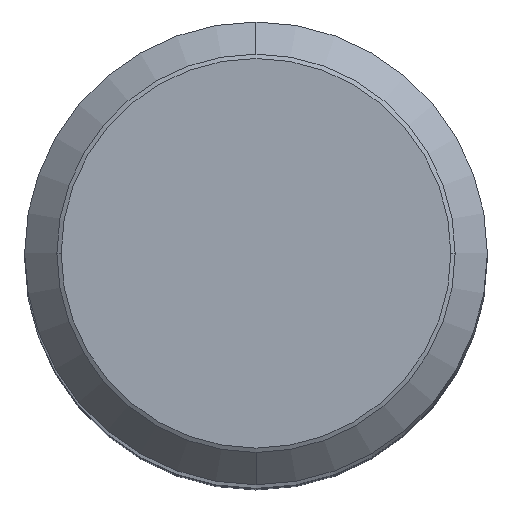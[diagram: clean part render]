
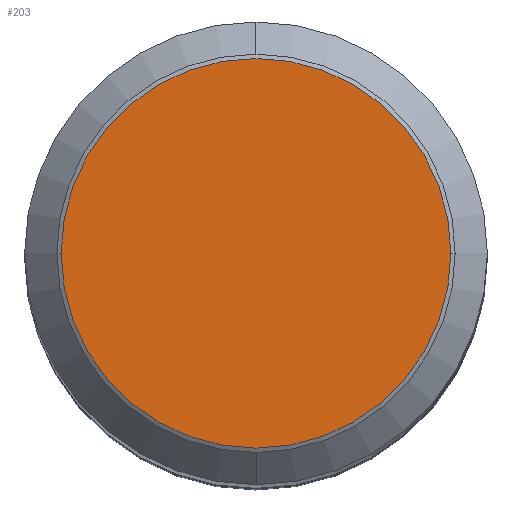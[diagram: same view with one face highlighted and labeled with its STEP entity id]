
A CAD part, top view. The second image highlights one B-rep face of the part: STEP entity #203.
In plain terms, the highlighted planar face has unit normal (0, 0, 1).
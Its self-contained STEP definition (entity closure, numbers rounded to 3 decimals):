
#187=EDGE_CURVE('',#211,#227,#384,.T.);
#195=EDGE_CURVE('',#227,#211,#393,.T.);
#203=ADVANCED_FACE('',(#401),#402,.T.);
#211=VERTEX_POINT('',#410);
#227=VERTEX_POINT('',#428);
#384=CIRCLE('',#611,5.053);
#393=CIRCLE('',#624,5.053);
#401=FACE_OUTER_BOUND('',#634,.T.);
#402=PLANE('',#635);
#410=CARTESIAN_POINT('',(5.053,0.,65.9));
#428=CARTESIAN_POINT('',(-5.053,0.,65.9));
#611=AXIS2_PLACEMENT_3D('',#857,#858,#859);
#624=AXIS2_PLACEMENT_3D('',#873,#874,#875);
#634=EDGE_LOOP('',(#878,#879));
#635=AXIS2_PLACEMENT_3D('',#880,#881,#882);
#857=CARTESIAN_POINT('',(0.,0.0,65.9));
#858=DIRECTION('',(0.0,0.0,1.0));
#859=DIRECTION('',(-1.0,0.,0.0));
#873=CARTESIAN_POINT('',(0.,0.0,65.9));
#874=DIRECTION('',(0.0,0.0,1.0));
#875=DIRECTION('',(-1.0,0.,0.0));
#878=ORIENTED_EDGE('',*,*,#195,.T.);
#879=ORIENTED_EDGE('',*,*,#187,.T.);
#880=CARTESIAN_POINT('',(0.,-2.55,65.9));
#881=DIRECTION('',(0.0,0.0,1.0));
#882=DIRECTION('',(0.,-1.0,0.0));
